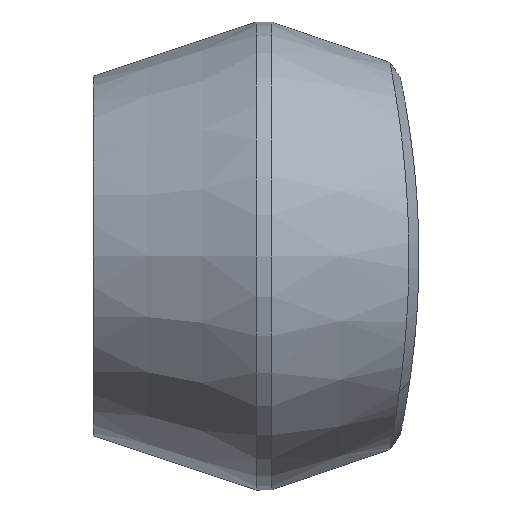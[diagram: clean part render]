
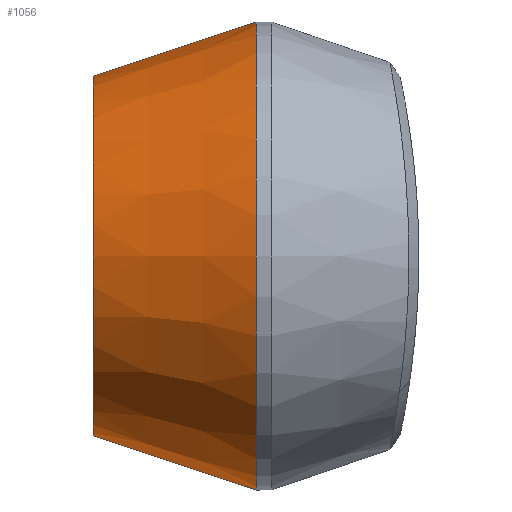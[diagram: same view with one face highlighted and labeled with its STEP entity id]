
A CAD part, left-side view. The second image highlights one B-rep face of the part: STEP entity #1056.
In plain terms, the highlighted conical face has half-angle 18.391 degrees and reference radius 19.517 mm.
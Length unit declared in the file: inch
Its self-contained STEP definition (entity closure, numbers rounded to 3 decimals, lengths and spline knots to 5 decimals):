
#19 = AXIS2_PLACEMENT_3D ( 'NONE', #123, #811, #729 ) ;
#24 = ORIENTED_EDGE ( 'NONE', *, *, #404, .T. ) ;
#33 = EDGE_CURVE ( 'NONE', #810, #663, #83, .T. ) ;
#52 = CARTESIAN_POINT ( 'NONE',  ( 0., 3.92588, -1. ) ) ;
#83 = LINE ( 'NONE', #689, #794 ) ;
#109 = VECTOR ( 'NONE', #578, 39.37008 ) ;
#123 = CARTESIAN_POINT ( 'NONE',  ( 0., 3.92588, 0. ) ) ;
#134 = EDGE_CURVE ( 'NONE', #663, #1076, #515, .T. ) ;
#205 = CARTESIAN_POINT ( 'NONE',  ( 0., 3.92588, 1. ) ) ;
#241 = DIRECTION ( 'NONE',  ( 0., 0., -1. ) ) ;
#259 = CIRCLE ( 'NONE', #886, 0.76839 ) ;
#330 = CARTESIAN_POINT ( 'NONE',  ( 0., 4.6225, 0. ) ) ;
#337 = EDGE_CURVE ( 'NONE', #902, #1076, #495, .T. ) ;
#340 = AXIS2_PLACEMENT_3D ( 'NONE', #830, #576, #493 ) ;
#379 = ORIENTED_EDGE ( 'NONE', *, *, #337, .T. ) ;
#384 = ORIENTED_EDGE ( 'NONE', *, *, #33, .F. ) ;
#404 = EDGE_CURVE ( 'NONE', #810, #902, #259, .T. ) ;
#449 = CONICAL_SURFACE ( 'NONE', #340, 0.76839, 0.321 ) ;
#493 = DIRECTION ( 'NONE',  ( 0., 0., -1. ) ) ;
#495 = LINE ( 'NONE', #749, #109 ) ;
#515 = CIRCLE ( 'NONE', #19, 1. ) ;
#576 = DIRECTION ( 'NONE',  ( 0., -1., 0. ) ) ;
#578 = DIRECTION ( 'NONE',  ( 0., -0.949, -0.315 ) ) ;
#580 = CARTESIAN_POINT ( 'NONE',  ( 0., 4.6225, -0.76839 ) ) ;
#663 = VERTEX_POINT ( 'NONE', #205 ) ;
#689 = CARTESIAN_POINT ( 'NONE',  ( 0., 4.6225, 0.76839 ) ) ;
#729 = DIRECTION ( 'NONE',  ( 0., 0., -1. ) ) ;
#749 = CARTESIAN_POINT ( 'NONE',  ( 0., 4.6225, -0.76839 ) ) ;
#794 = VECTOR ( 'NONE', #1029, 39.37008 ) ;
#810 = VERTEX_POINT ( 'NONE', #895 ) ;
#811 = DIRECTION ( 'NONE',  ( 0., -1., 0. ) ) ;
#815 = EDGE_LOOP ( 'NONE', ( #384, #24, #379, #990 ) ) ;
#830 = CARTESIAN_POINT ( 'NONE',  ( 0., 4.6225, 0. ) ) ;
#886 = AXIS2_PLACEMENT_3D ( 'NONE', #330, #1096, #241 ) ;
#895 = CARTESIAN_POINT ( 'NONE',  ( 0., 4.6225, 0.76839 ) ) ;
#902 = VERTEX_POINT ( 'NONE', #580 ) ;
#990 = ORIENTED_EDGE ( 'NONE', *, *, #134, .F. ) ;
#1009 = FACE_OUTER_BOUND ( 'NONE', #815, .T. ) ;
#1029 = DIRECTION ( 'NONE',  ( 0., -0.949, 0.315 ) ) ;
#1056 = ADVANCED_FACE ( 'NONE', ( #1009 ), #449, .T. ) ;
#1076 = VERTEX_POINT ( 'NONE', #52 ) ;
#1096 = DIRECTION ( 'NONE',  ( 0., -1., 0. ) ) ;
